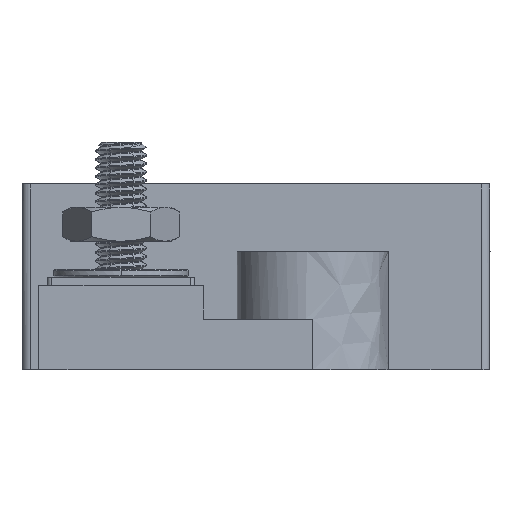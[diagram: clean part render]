
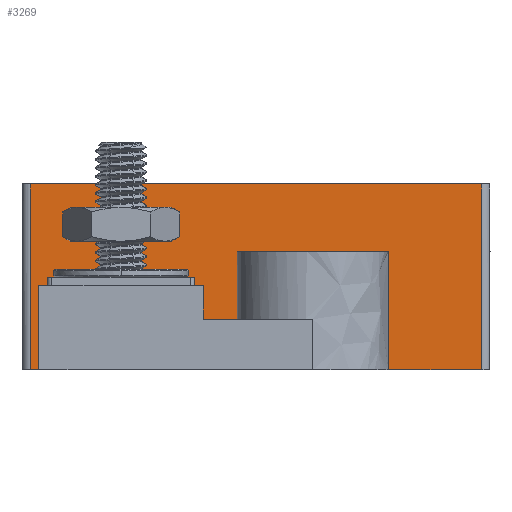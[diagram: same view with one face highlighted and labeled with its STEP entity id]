
A CAD part, left-side view. The second image highlights one B-rep face of the part: STEP entity #3269.
In plain terms, the highlighted free-form (B-spline) face has degree [1, 1] with [2, 2] control points.
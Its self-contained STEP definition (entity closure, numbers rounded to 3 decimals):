
#2741 = VERTEX_POINT('',#2742);
#2742 = CARTESIAN_POINT('',(-73.685,35.488,0.));
#2748 = EDGE_CURVE('',#2749,#2741,#2751,.T.);
#2749 = VERTEX_POINT('',#2750);
#2750 = CARTESIAN_POINT('',(-73.685,34.426,0.));
#2751 = B_SPLINE_CURVE_WITH_KNOTS('',1,(#2752,#2753),.UNSPECIFIED.,.F.,
  .F.,(2,2),(0.,0.794),.PIECEWISE_BEZIER_KNOTS.);
#2752 = CARTESIAN_POINT('',(-73.685,34.426,0.));
#2753 = CARTESIAN_POINT('',(-73.685,35.488,0.));
#2785 = VERTEX_POINT('',#2786);
#2786 = CARTESIAN_POINT('',(-73.685,-9.52,0.));
#2791 = EDGE_CURVE('',#2792,#2785,#2794,.T.);
#2792 = VERTEX_POINT('',#2793);
#2793 = CARTESIAN_POINT('',(-73.685,-21.208,0.));
#2794 = B_SPLINE_CURVE_WITH_KNOTS('',1,(#2795,#2796),.UNSPECIFIED.,.F.,
  .F.,(2,2),(0.,8.731),.PIECEWISE_BEZIER_KNOTS.);
#2795 = CARTESIAN_POINT('',(-73.685,-21.208,0.));
#2796 = CARTESIAN_POINT('',(-73.685,-9.52,0.));
#2959 = VERTEX_POINT('',#2960);
#2960 = CARTESIAN_POINT('',(-73.685,-7.395,
    14.875));
#3016 = VERTEX_POINT('',#3017);
#3017 = CARTESIAN_POINT('',(-73.685,7.395,
    14.875));
#3064 = VERTEX_POINT('',#3065);
#3065 = CARTESIAN_POINT('',(-73.685,9.52,
    14.875));
#3070 = EDGE_CURVE('',#3016,#3064,#3071,.T.);
#3071 = B_SPLINE_CURVE_WITH_KNOTS('',1,(#3072,#3073),.UNSPECIFIED.,.F.,
  .F.,(2,2),(0.,1.588),.PIECEWISE_BEZIER_KNOTS.);
#3072 = CARTESIAN_POINT('',(-73.685,7.395,
    14.875));
#3073 = CARTESIAN_POINT('',(-73.685,9.52,
    14.875));
#3078 = EDGE_CURVE('',#3079,#2959,#3081,.T.);
#3079 = VERTEX_POINT('',#3080);
#3080 = CARTESIAN_POINT('',(-73.685,-9.52,
    14.875));
#3081 = B_SPLINE_CURVE_WITH_KNOTS('',1,(#3082,#3083),.UNSPECIFIED.,.F.,
  .F.,(2,2),(0.,1.588),.PIECEWISE_BEZIER_KNOTS.);
#3082 = CARTESIAN_POINT('',(-73.685,-9.52,
    14.875));
#3083 = CARTESIAN_POINT('',(-73.685,-7.395,
    14.875));
#3116 = VERTEX_POINT('',#3117);
#3117 = CARTESIAN_POINT('',(-73.685,9.52,
    6.375));
#3122 = EDGE_CURVE('',#3064,#3116,#3123,.T.);
#3123 = B_SPLINE_CURVE_WITH_KNOTS('',1,(#3124,#3125),.UNSPECIFIED.,.F.,
  .F.,(2,2),(0.,6.35),.PIECEWISE_BEZIER_KNOTS.);
#3124 = CARTESIAN_POINT('',(-73.685,9.52,
    14.875));
#3125 = CARTESIAN_POINT('',(-73.685,9.52,
    6.375));
#3231 = VERTEX_POINT('',#3232);
#3232 = CARTESIAN_POINT('',(-73.685,34.426,
    10.625));
#3237 = EDGE_CURVE('',#3231,#3238,#3240,.T.);
#3238 = VERTEX_POINT('',#3239);
#3239 = CARTESIAN_POINT('',(-73.685,13.77,
    10.625));
#3240 = B_SPLINE_CURVE_WITH_KNOTS('',1,(#3241,#3242),.UNSPECIFIED.,.F.,
  .F.,(2,2),(0.,15.431),.PIECEWISE_BEZIER_KNOTS.);
#3241 = CARTESIAN_POINT('',(-73.685,34.426,
    10.625));
#3242 = CARTESIAN_POINT('',(-73.685,13.77,
    10.625));
#3260 = EDGE_CURVE('',#2749,#3231,#3261,.T.);
#3261 = B_SPLINE_CURVE_WITH_KNOTS('',1,(#3262,#3263),.UNSPECIFIED.,.F.,
  .F.,(2,2),(0.,7.938),.PIECEWISE_BEZIER_KNOTS.);
#3262 = CARTESIAN_POINT('',(-73.685,34.426,0.));
#3263 = CARTESIAN_POINT('',(-73.685,34.426,
    10.625));
#3269 = ADVANCED_FACE('',(#3270),#3320,.F.);
#3270 = FACE_BOUND('',#3271,.F.);
#3271 = EDGE_LOOP('',(#3272,#3281,#3286,#3287,#3292,#3293,#3298,#3299,
    #3300,#3307,#3312,#3313,#3314,#3315));
#3272 = ORIENTED_EDGE('',*,*,#3273,.T.);
#3273 = EDGE_CURVE('',#3274,#3276,#3278,.T.);
#3274 = VERTEX_POINT('',#3275);
#3275 = CARTESIAN_POINT('',(-73.685,35.488,
    23.375));
#3276 = VERTEX_POINT('',#3277);
#3277 = CARTESIAN_POINT('',(-73.685,-21.208,
    23.375));
#3278 = B_SPLINE_CURVE_WITH_KNOTS('',1,(#3279,#3280),.UNSPECIFIED.,.F.,
  .F.,(2,2),(0.,42.355),.PIECEWISE_BEZIER_KNOTS.);
#3279 = CARTESIAN_POINT('',(-73.685,35.488,
    23.375));
#3280 = CARTESIAN_POINT('',(-73.685,-21.208,
    23.375));
#3281 = ORIENTED_EDGE('',*,*,#3282,.F.);
#3282 = EDGE_CURVE('',#2792,#3276,#3283,.T.);
#3283 = B_SPLINE_CURVE_WITH_KNOTS('',1,(#3284,#3285),.UNSPECIFIED.,.F.,
  .F.,(2,2),(0.,17.463),.PIECEWISE_BEZIER_KNOTS.);
#3284 = CARTESIAN_POINT('',(-73.685,-21.208,0.));
#3285 = CARTESIAN_POINT('',(-73.685,-21.208,
    23.375));
#3286 = ORIENTED_EDGE('',*,*,#2791,.T.);
#3287 = ORIENTED_EDGE('',*,*,#3288,.T.);
#3288 = EDGE_CURVE('',#2785,#3079,#3289,.T.);
#3289 = B_SPLINE_CURVE_WITH_KNOTS('',1,(#3290,#3291),.UNSPECIFIED.,.F.,
  .F.,(2,2),(0.,11.113),.PIECEWISE_BEZIER_KNOTS.);
#3290 = CARTESIAN_POINT('',(-73.685,-9.52,0.));
#3291 = CARTESIAN_POINT('',(-73.685,-9.52,
    14.875));
#3292 = ORIENTED_EDGE('',*,*,#3078,.T.);
#3293 = ORIENTED_EDGE('',*,*,#3294,.F.);
#3294 = EDGE_CURVE('',#3016,#2959,#3295,.T.);
#3295 = B_SPLINE_CURVE_WITH_KNOTS('',1,(#3296,#3297),.UNSPECIFIED.,.F.,
  .F.,(2,2),(0.,11.049),.PIECEWISE_BEZIER_KNOTS.);
#3296 = CARTESIAN_POINT('',(-73.685,7.395,
    14.875));
#3297 = CARTESIAN_POINT('',(-73.685,-7.395,
    14.875));
#3298 = ORIENTED_EDGE('',*,*,#3070,.T.);
#3299 = ORIENTED_EDGE('',*,*,#3122,.T.);
#3300 = ORIENTED_EDGE('',*,*,#3301,.T.);
#3301 = EDGE_CURVE('',#3116,#3302,#3304,.T.);
#3302 = VERTEX_POINT('',#3303);
#3303 = CARTESIAN_POINT('',(-73.685,13.77,
    6.375));
#3304 = B_SPLINE_CURVE_WITH_KNOTS('',1,(#3305,#3306),.UNSPECIFIED.,.F.,
  .F.,(2,2),(0.,3.175),.PIECEWISE_BEZIER_KNOTS.);
#3305 = CARTESIAN_POINT('',(-73.685,9.52,
    6.375));
#3306 = CARTESIAN_POINT('',(-73.685,13.77,
    6.375));
#3307 = ORIENTED_EDGE('',*,*,#3308,.T.);
#3308 = EDGE_CURVE('',#3302,#3238,#3309,.T.);
#3309 = B_SPLINE_CURVE_WITH_KNOTS('',1,(#3310,#3311),.UNSPECIFIED.,.F.,
  .F.,(2,2),(0.,3.175),.PIECEWISE_BEZIER_KNOTS.);
#3310 = CARTESIAN_POINT('',(-73.685,13.77,
    6.375));
#3311 = CARTESIAN_POINT('',(-73.685,13.77,
    10.625));
#3312 = ORIENTED_EDGE('',*,*,#3237,.F.);
#3313 = ORIENTED_EDGE('',*,*,#3260,.F.);
#3314 = ORIENTED_EDGE('',*,*,#2748,.T.);
#3315 = ORIENTED_EDGE('',*,*,#3316,.F.);
#3316 = EDGE_CURVE('',#3274,#2741,#3317,.T.);
#3317 = B_SPLINE_CURVE_WITH_KNOTS('',1,(#3318,#3319),.UNSPECIFIED.,.F.,
  .F.,(2,2),(0.,17.463),.PIECEWISE_BEZIER_KNOTS.);
#3318 = CARTESIAN_POINT('',(-73.685,35.488,
    23.375));
#3319 = CARTESIAN_POINT('',(-73.685,35.488,0.));
#3320 = B_SPLINE_SURFACE_WITH_KNOTS('',1,1,(
    (#3321,#3322)
    ,(#3323,#3324
    )),.UNSPECIFIED.,.F.,.F.,.F.,(2,2),(2,2),(-22.955,
    19.399),(0.,17.463),.PIECEWISE_BEZIER_KNOTS.);
#3321 = CARTESIAN_POINT('',(-73.685,-21.208,0.));
#3322 = CARTESIAN_POINT('',(-73.685,-21.208,
    23.375));
#3323 = CARTESIAN_POINT('',(-73.685,35.488,0.));
#3324 = CARTESIAN_POINT('',(-73.685,35.488,
    23.375));
